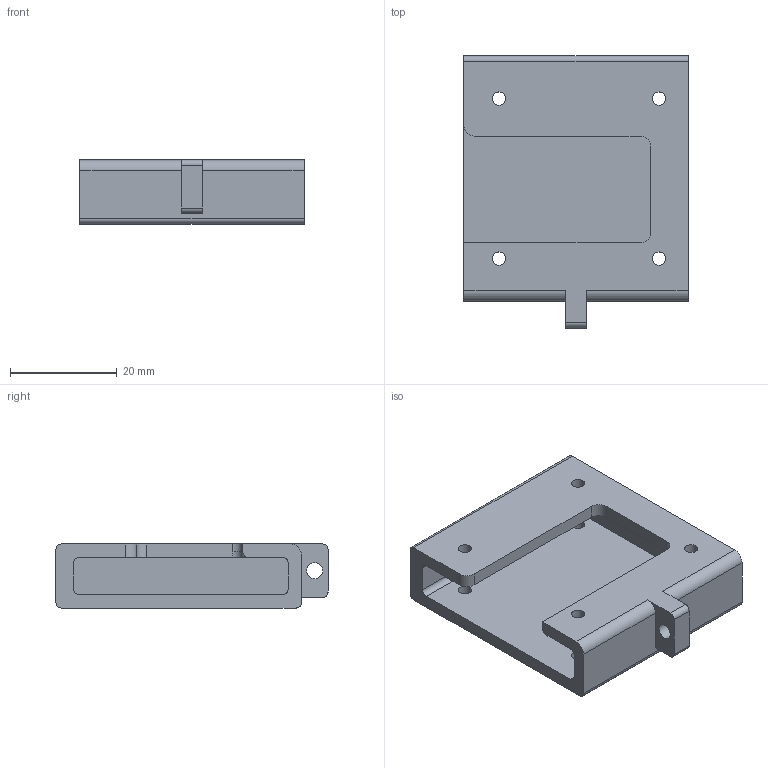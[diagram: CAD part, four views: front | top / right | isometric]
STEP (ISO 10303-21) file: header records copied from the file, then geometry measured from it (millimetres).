
FILE_DESCRIPTION(/* description */ (''),/* implementation_level */ '2;1');
FILE_NAME(/* name */ 'cameramounttop.stp',/* time_stamp */ '2025-04-23T13:15:33-05:00',/* author */ ('renoh'),/* organization */ (''),/* preprocessor_version */ 'ST-DEVELOPER v20',/* originating_system */ 'Autodesk Inventor 2025',/* authorisation */ '');
FILE_SCHEMA (('AUTOMOTIVE_DESIGN { 1 0 10303 214 3 1 1 }'));
Length unit declared in the file: millimetre
Products named in the file (1): cameramounttop
Bounding box: 42 x 51 x 12 mm (x, y, z)
Volume: 10366.5 mm3; surface area: 8540.2 mm2
Topology: 1 solids, 1 shells, 43 faces, 122 edges, 82 vertices
Faces by surface type: cylinder 24, plane 18, torus 1
Full cylindrical faces by diameter (mm): 2.5 x8, 3 x1
Entity records: 1514 total; most frequent: DIRECTION 258, CARTESIAN_POINT 257, ORIENTED_EDGE 244, EDGE_CURVE 122, AXIS2_PLACEMENT_3D 93, VERTEX_POINT 81, LINE 72, VECTOR 72
